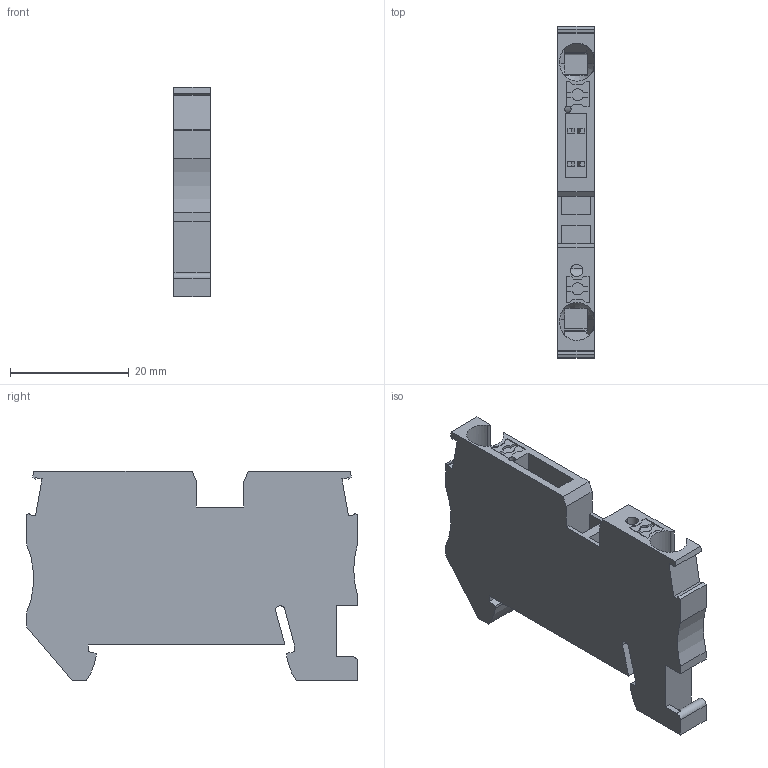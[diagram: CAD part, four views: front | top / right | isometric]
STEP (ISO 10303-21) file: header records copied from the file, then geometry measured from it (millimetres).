
FILE_DESCRIPTION(('Creo Elements/Direct Modeling STEP Export'),'2;1');
FILE_NAME('model.stp','2021-02-25T 8:24:32',(''),(''),'Creo Elements/Direct Modeling STEP processor for AP214 (Solid Model)','Creo Elements/Direct Modeling 20.1D 10-Oct-2020 (C) Parametric Technology GmbH','');
FILE_SCHEMA(('AUTOMOTIVE_DESIGN { 1 0 10303 214 1 1 1 1 }'));
Length unit declared in the file: millimetre
Products named in the file (2): PT_4_TG-select
Assembly tree (1 placements, depth 2):
  PT_4_TG-select
    PT_4_TG-select
Bounding box: 6.15 x 55.9 x 35.25 mm (x, y, z)
Volume: 8404.1 mm3; surface area: 5857.2 mm2
Topology: 1 solids, 1 shells, 193 faces, 544 edges, 361 vertices
Faces by surface type: plane 162, cylinder 25, torus 4, cone 2
Entity records: 9134 total; most frequent: CARTESIAN_POINT 2587, ORIENTED_EDGE 1088, DIRECTION 938, EDGE_CURVE 544, VECTOR 458, LINE 458, VERTEX_POINT 361, AXIS2_PLACEMENT_3D 240
